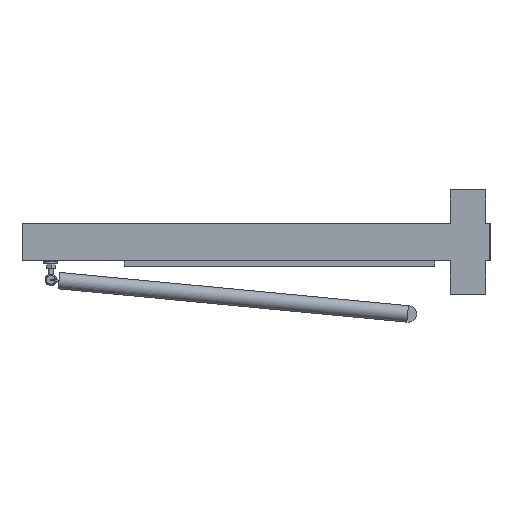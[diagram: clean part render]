
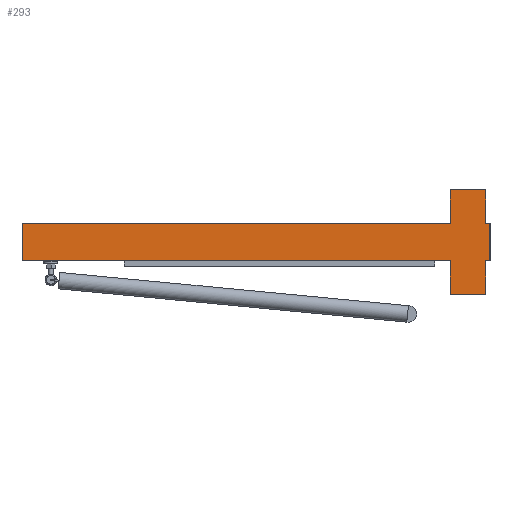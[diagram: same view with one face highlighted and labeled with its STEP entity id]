
A CAD part, left-side view. The second image highlights one B-rep face of the part: STEP entity #293.
In plain terms, the highlighted planar face has unit normal (-1, 0, 0).
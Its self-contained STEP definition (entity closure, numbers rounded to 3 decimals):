
#293=ADVANCED_FACE('NONE',(#629),#630,.T.);
#629=FACE_OUTER_BOUND('',#1006,.T.);
#630=PLANE('',#1007);
#1006=EDGE_LOOP('',(#1791,#1792,#1793,#1794,#1795,#1796,#1797,#1798,#1799,#1800,#1801,#1802));
#1007=AXIS2_PLACEMENT_3D('',#1803,#1804,#1805);
#1791=ORIENTED_EDGE('',*,*,#2454,.T.);
#1792=ORIENTED_EDGE('',*,*,#2430,.F.);
#1793=ORIENTED_EDGE('',*,*,#2427,.F.);
#1794=ORIENTED_EDGE('',*,*,#2413,.T.);
#1795=ORIENTED_EDGE('',*,*,#2440,.F.);
#1796=ORIENTED_EDGE('',*,*,#2450,.F.);
#1797=ORIENTED_EDGE('',*,*,#2446,.T.);
#1798=ORIENTED_EDGE('',*,*,#2409,.F.);
#1799=ORIENTED_EDGE('',*,*,#2424,.F.);
#1800=ORIENTED_EDGE('',*,*,#2434,.T.);
#1801=ORIENTED_EDGE('',*,*,#2455,.F.);
#1802=ORIENTED_EDGE('',*,*,#2456,.F.);
#1803=CARTESIAN_POINT('',(0.0,21.5,22.5));
#1804=DIRECTION('',(-1.0,0.0,0.0));
#1805=DIRECTION('',(0.0,0.0,-1.0));
#2409=EDGE_CURVE('',#2925,#2927,#2928,.T.);
#2413=EDGE_CURVE('',#2935,#2933,#2936,.T.);
#2424=EDGE_CURVE('',#2953,#2925,#2955,.T.);
#2427=EDGE_CURVE('',#2935,#2959,#2960,.T.);
#2430=EDGE_CURVE('',#2959,#2963,#2964,.T.);
#2434=EDGE_CURVE('',#2953,#2969,#2971,.T.);
#2440=EDGE_CURVE('NONE',#2978,#2933,#2980,.T.);
#2446=EDGE_CURVE('NONE',#2987,#2927,#2988,.T.);
#2450=EDGE_CURVE('NONE',#2987,#2978,#2993,.T.);
#2454=EDGE_CURVE('NONE',#2997,#2963,#2998,.T.);
#2455=EDGE_CURVE('NONE',#2999,#2969,#3000,.T.);
#2456=EDGE_CURVE('NONE',#2997,#2999,#3001,.T.);
#2925=VERTEX_POINT('',#3615);
#2927=VERTEX_POINT('NONE',#3618);
#2928=LINE('',#3619,#3620);
#2933=VERTEX_POINT('NONE',#3627);
#2935=VERTEX_POINT('',#3630);
#2936=LINE('',#3631,#3632);
#2953=VERTEX_POINT('',#3655);
#2955=LINE('',#3658,#3659);
#2959=VERTEX_POINT('',#3664);
#2960=LINE('',#3665,#3666);
#2963=VERTEX_POINT('NONE',#3670);
#2964=LINE('',#3671,#3672);
#2969=VERTEX_POINT('NONE',#3679);
#2971=LINE('',#3682,#3683);
#2978=VERTEX_POINT('NONE',#3692);
#2980=LINE('',#3695,#3696);
#2987=VERTEX_POINT('NONE',#3706);
#2988=LINE('',#3707,#3708);
#2993=LINE('',#3715,#3716);
#2997=VERTEX_POINT('NONE',#3721);
#2998=LINE('',#3722,#3723);
#2999=VERTEX_POINT('NONE',#3724);
#3000=LINE('',#3725,#3726);
#3001=LINE('',#3727,#3728);
#3615=CARTESIAN_POINT('',(0.0,-26.5,-22.5));
#3618=CARTESIAN_POINT('',(0.0,-21.5,-22.5));
#3619=CARTESIAN_POINT('',(0.0,-24.5,-22.5));
#3620=VECTOR('',#4251,1.0);
#3627=CARTESIAN_POINT('',(0.0,21.5,-22.5));
#3630=CARTESIAN_POINT('',(0.0,541.5,-22.5));
#3631=CARTESIAN_POINT('',(0.0,257.5,-22.5));
#3632=VECTOR('',#4255,1.0);
#3655=CARTESIAN_POINT('',(0.0,-26.5,22.5));
#3658=CARTESIAN_POINT('',(0.0,-26.5,0.0));
#3659=VECTOR('',#4269,1.0);
#3664=CARTESIAN_POINT('',(0.0,541.5,22.5));
#3665=CARTESIAN_POINT('',(0.0,541.5,0.0));
#3666=VECTOR('',#4271,1.0);
#3670=CARTESIAN_POINT('',(0.0,21.5,22.5));
#3671=CARTESIAN_POINT('',(0.0,257.5,22.5));
#3672=VECTOR('',#4273,1.0);
#3679=CARTESIAN_POINT('',(0.0,-21.5,22.5));
#3682=CARTESIAN_POINT('',(0.0,-24.5,22.5));
#3683=VECTOR('',#4277,1.0);
#3692=CARTESIAN_POINT('',(0.0,21.5,-63.5));
#3695=CARTESIAN_POINT('',(0.0,21.5,-38.989));
#3696=VECTOR('',#4281,1000.0);
#3706=CARTESIAN_POINT('',(0.0,-21.5,-63.5));
#3707=CARTESIAN_POINT('',(0.0,-21.5,-38.989));
#3708=VECTOR('',#4285,1000.0);
#3715=CARTESIAN_POINT('',(0.0,-21.5,-63.5));
#3716=VECTOR('',#4288,1000.0);
#3721=CARTESIAN_POINT('',(0.0,21.5,63.5));
#3722=CARTESIAN_POINT('',(0.0,21.5,38.989));
#3723=VECTOR('',#4290,1000.0);
#3724=CARTESIAN_POINT('',(0.0,-21.5,63.5));
#3725=CARTESIAN_POINT('',(0.0,-21.5,38.989));
#3726=VECTOR('',#4291,1000.0);
#3727=CARTESIAN_POINT('',(0.0,21.5,63.5));
#3728=VECTOR('',#4292,1000.0);
#4251=DIRECTION('',(0.0,1.0,0.0));
#4255=DIRECTION('',(0.0,-1.0,0.0));
#4269=DIRECTION('',(0.0,0.0,-1.0));
#4271=DIRECTION('',(0.0,0.0,1.0));
#4273=DIRECTION('',(0.0,-1.0,0.0));
#4277=DIRECTION('',(0.0,1.0,0.0));
#4281=DIRECTION('',(0.0,0.0,1.0));
#4285=DIRECTION('',(0.0,0.0,1.0));
#4288=DIRECTION('',(0.0,1.0,0.0));
#4290=DIRECTION('',(0.0,0.0,-1.0));
#4291=DIRECTION('',(0.0,0.0,-1.0));
#4292=DIRECTION('',(0.0,-1.0,0.0));
